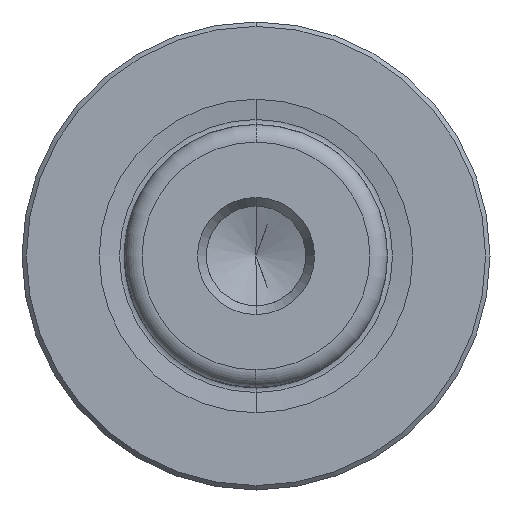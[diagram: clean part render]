
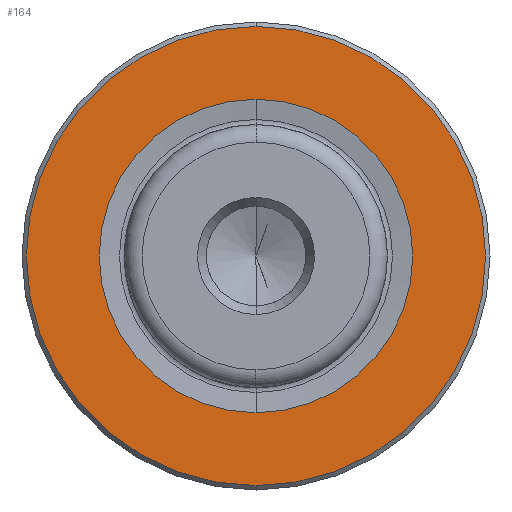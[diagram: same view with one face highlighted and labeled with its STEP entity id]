
A CAD part, left-side view. The second image highlights one B-rep face of the part: STEP entity #164.
In plain terms, the highlighted planar face has unit normal (-1, 0, 0).
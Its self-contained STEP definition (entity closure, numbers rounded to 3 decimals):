
#27 = VERTEX_POINT ( 'NONE', #1051 ) ;
#70 = CARTESIAN_POINT ( 'NONE',  ( 0., 0., 10.715 ) ) ;
#149 = CIRCLE ( 'NONE', #654, 10.715 ) ;
#164 = ADVANCED_FACE ( 'NONE', ( #1254, #1698 ), #411, .F. ) ;
#277 = VERTEX_POINT ( 'NONE', #326 ) ;
#311 = EDGE_CURVE ( 'NONE', #277, #27, #1350, .T. ) ;
#324 = CARTESIAN_POINT ( 'NONE',  ( 0., 0., -10.715 ) ) ;
#326 = CARTESIAN_POINT ( 'NONE',  ( 0., 0., 15.7 ) ) ;
#347 = AXIS2_PLACEMENT_3D ( 'NONE', #1528, #421, #703 ) ;
#355 = AXIS2_PLACEMENT_3D ( 'NONE', #761, #1323, #638 ) ;
#362 = DIRECTION ( 'NONE',  ( 0., 0., 1. ) ) ;
#387 = CIRCLE ( 'NONE', #355, 10.715 ) ;
#411 = PLANE ( 'NONE',  #347 ) ;
#421 = DIRECTION ( 'NONE',  ( 1., 0., 0. ) ) ;
#443 = EDGE_LOOP ( 'NONE', ( #1160, #610 ) ) ;
#470 = DIRECTION ( 'NONE',  ( 0., 0., 1. ) ) ;
#510 = EDGE_LOOP ( 'NONE', ( #1470, #1164 ) ) ;
#553 = AXIS2_PLACEMENT_3D ( 'NONE', #721, #996, #1569 ) ;
#593 = DIRECTION ( 'NONE',  ( -1., 0., 0. ) ) ;
#610 = ORIENTED_EDGE ( 'NONE', *, *, #1276, .F. ) ;
#616 = DIRECTION ( 'NONE',  ( -1., 0., 0. ) ) ;
#638 = DIRECTION ( 'NONE',  ( 0., 0., 1. ) ) ;
#654 = AXIS2_PLACEMENT_3D ( 'NONE', #1068, #593, #362 ) ;
#703 = DIRECTION ( 'NONE',  ( 0., 0., -1. ) ) ;
#721 = CARTESIAN_POINT ( 'NONE',  ( 0., 0., 0. ) ) ;
#760 = VERTEX_POINT ( 'NONE', #324 ) ;
#761 = CARTESIAN_POINT ( 'NONE',  ( 0., 0., 0. ) ) ;
#801 = VERTEX_POINT ( 'NONE', #70 ) ;
#996 = DIRECTION ( 'NONE',  ( -1., 0., 0. ) ) ;
#1051 = CARTESIAN_POINT ( 'NONE',  ( 0., 0., -15.7 ) ) ;
#1068 = CARTESIAN_POINT ( 'NONE',  ( 0., 0., 0. ) ) ;
#1160 = ORIENTED_EDGE ( 'NONE', *, *, #1836, .F. ) ;
#1163 = CARTESIAN_POINT ( 'NONE',  ( 0., 0., 0. ) ) ;
#1164 = ORIENTED_EDGE ( 'NONE', *, *, #311, .T. ) ;
#1254 = FACE_BOUND ( 'NONE', #443, .T. ) ;
#1276 = EDGE_CURVE ( 'NONE', #760, #801, #387, .T. ) ;
#1323 = DIRECTION ( 'NONE',  ( -1., 0., 0. ) ) ;
#1350 = CIRCLE ( 'NONE', #553, 15.7 ) ;
#1386 = CIRCLE ( 'NONE', #1510, 15.7 ) ;
#1470 = ORIENTED_EDGE ( 'NONE', *, *, #1590, .T. ) ;
#1510 = AXIS2_PLACEMENT_3D ( 'NONE', #1163, #616, #470 ) ;
#1528 = CARTESIAN_POINT ( 'NONE',  ( 0., 10.715, 0. ) ) ;
#1569 = DIRECTION ( 'NONE',  ( 0., 0., 1. ) ) ;
#1590 = EDGE_CURVE ( 'NONE', #27, #277, #1386, .T. ) ;
#1698 = FACE_OUTER_BOUND ( 'NONE', #510, .T. ) ;
#1836 = EDGE_CURVE ( 'NONE', #801, #760, #149, .T. ) ;
